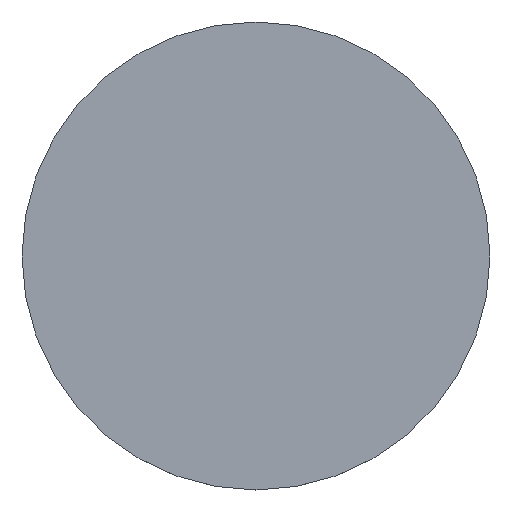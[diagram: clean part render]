
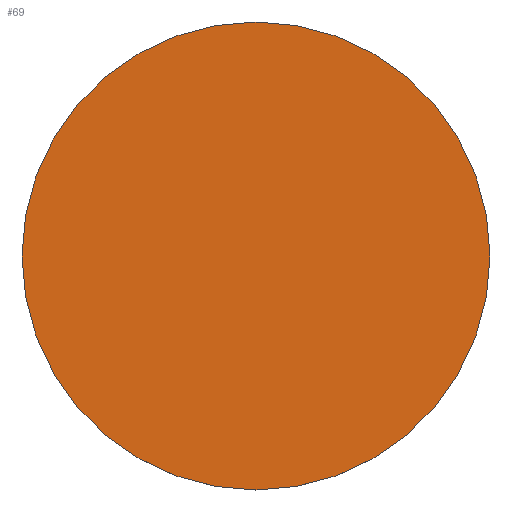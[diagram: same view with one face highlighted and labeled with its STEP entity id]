
A CAD part, top view. The second image highlights one B-rep face of the part: STEP entity #69.
In plain terms, the highlighted planar face has unit normal (0, 0, 1).
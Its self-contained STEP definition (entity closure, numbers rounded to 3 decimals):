
#4 = EDGE_CURVE ( 'NONE', #165, #126, #109, .T. ) ;
#6 = AXIS2_PLACEMENT_3D ( 'NONE', #21, #96, #125 ) ;
#21 = CARTESIAN_POINT ( 'NONE',  ( 0., 0., 0.1 ) ) ;
#42 = FACE_OUTER_BOUND ( 'NONE', #128, .T. ) ;
#44 = DIRECTION ( 'NONE',  ( 1., 0., 0. ) ) ;
#48 = DIRECTION ( 'NONE',  ( 0., 0., 1. ) ) ;
#62 = AXIS2_PLACEMENT_3D ( 'NONE', #167, #71, #44 ) ;
#69 = ADVANCED_FACE ( 'NONE', ( #42 ), #139, .T. ) ;
#71 = DIRECTION ( 'NONE',  ( 0., 0., 1. ) ) ;
#89 = CARTESIAN_POINT ( 'NONE',  ( 2.5, 0., 0.1 ) ) ;
#96 = DIRECTION ( 'NONE',  ( 0., 0., 1. ) ) ;
#104 = DIRECTION ( 'NONE',  ( 1., 0., 0. ) ) ;
#109 = CIRCLE ( 'NONE', #62, 2.5 ) ;
#114 = CIRCLE ( 'NONE', #131, 2.5 ) ;
#124 = EDGE_CURVE ( 'NONE', #126, #165, #114, .T. ) ;
#125 = DIRECTION ( 'NONE',  ( 1., 0., 0. ) ) ;
#126 = VERTEX_POINT ( 'NONE', #89 ) ;
#128 = EDGE_LOOP ( 'NONE', ( #153, #142 ) ) ;
#131 = AXIS2_PLACEMENT_3D ( 'NONE', #135, #48, #104 ) ;
#135 = CARTESIAN_POINT ( 'NONE',  ( 0., 0., 0.1 ) ) ;
#139 = PLANE ( 'NONE',  #6 ) ;
#142 = ORIENTED_EDGE ( 'NONE', *, *, #124, .T. ) ;
#153 = ORIENTED_EDGE ( 'NONE', *, *, #4, .T. ) ;
#155 = CARTESIAN_POINT ( 'NONE',  ( -2.5, 0., 0.1 ) ) ;
#165 = VERTEX_POINT ( 'NONE', #155 ) ;
#167 = CARTESIAN_POINT ( 'NONE',  ( 0., 0., 0.1 ) ) ;
